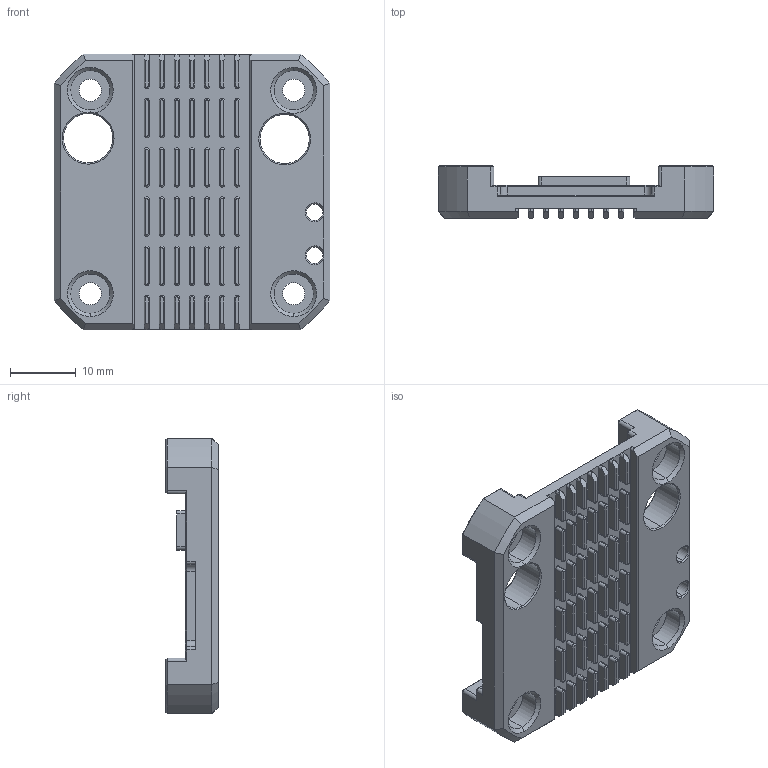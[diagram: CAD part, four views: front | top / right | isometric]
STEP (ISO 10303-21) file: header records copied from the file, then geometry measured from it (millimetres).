
FILE_DESCRIPTION (( 'STEP AP203' ), '1' );
FILE_NAME ('Dummy-0019.STEP_默认_sldprt.STEP', '2025-11-13T14:26:00', ( '' ), ( '' ), 'SwSTEP 2.0', 'SolidWorks 2020', '' );
FILE_SCHEMA (( 'CONFIG_CONTROL_DESIGN' ));
Length unit declared in the file: millimetre
Products named in the file (1): Dummy-0019.STEP_默认_sldprt
Bounding box: 42 x 8 x 42 mm (x, y, z)
Volume: 6805.2 mm3; surface area: 5868.8 mm2
Topology: 1 solids, 1 shells, 740 faces, 1790 edges, 1082 vertices
Faces by surface type: plane 308, cylinder 228, cone 204
Entity records: 21442 total; most frequent: DIRECTION 3839, CARTESIAN_POINT 3802, ORIENTED_EDGE 3580, EDGE_CURVE 1790, AXIS2_PLACEMENT_3D 1371, VECTOR 1097, LINE 1097, VERTEX_POINT 1082
